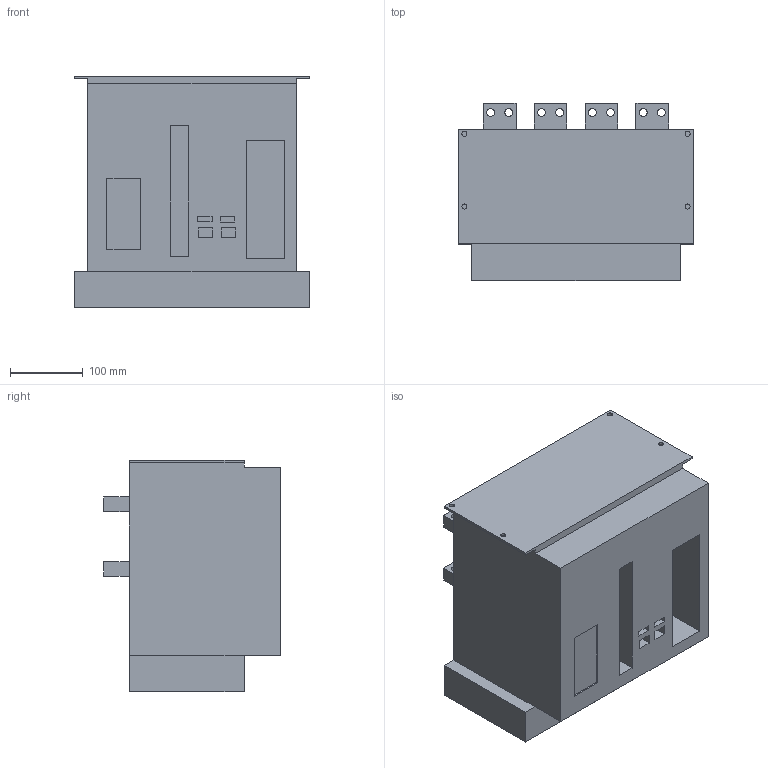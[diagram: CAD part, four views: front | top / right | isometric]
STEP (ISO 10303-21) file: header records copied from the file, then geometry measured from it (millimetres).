
FILE_DESCRIPTION((''),'2;1');
FILE_NAME('NXA16N-16-MF4','2019-04-25T',('xuxc'),(''),'CREO PARAMETRIC BY PTC INC, 2015480','CREO PARAMETRIC BY PTC INC, 2015480','');
FILE_SCHEMA(('CONFIG_CONTROL_DESIGN'));
Length unit declared in the file: millimetre
Products named in the file (1): NXA16N-16-MF4
Bounding box: 324 x 243.5 x 318.5 mm (x, y, z)
Volume: 16891409.7 mm3; surface area: 640373.3 mm2
Topology: 1 solids, 1 shells, 133 faces, 346 edges, 230 vertices
Faces by surface type: plane 93, cylinder 40
Entity records: 4203 total; most frequent: CARTESIAN_POINT 709, DIRECTION 692, ORIENTED_EDGE 692, EDGE_CURVE 346, VECTOR 266, LINE 266, VERTEX_POINT 230, AXIS2_PLACEMENT_3D 213
